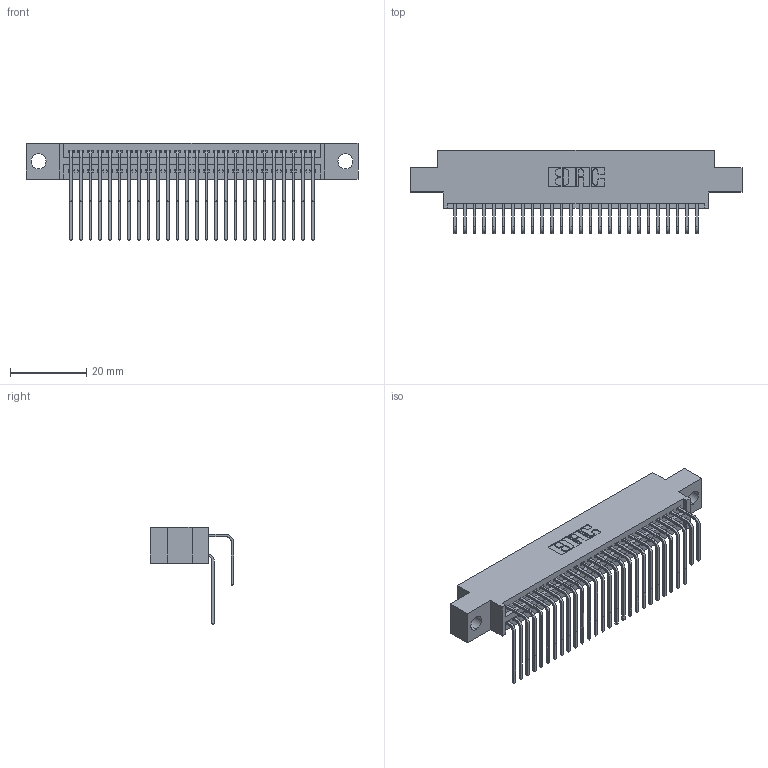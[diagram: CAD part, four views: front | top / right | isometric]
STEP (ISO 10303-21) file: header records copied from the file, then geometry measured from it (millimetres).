
FILE_DESCRIPTION (( 'STEP AP203' ), '1' );
FILE_NAME ('395-052-558-804.STEP', '2021-06-17T00:29:38', ( '' ), ( '' ), 'SwSTEP 2.0', 'SolidWorks 2020', '' );
FILE_SCHEMA (( 'CONFIG_CONTROL_DESIGN' ));
Length unit declared in the file: inch
Products named in the file (4): 345-292-001_558 559 Tail - 1; 395-052-558-804; 345 Part_0.170 Offset - 0.156 Dia-TI; 345-292-001_558 Tail - 2
Assembly tree (53 placements, depth 2):
  395-052-558-804
    345 Part_0.170 Offset - 0.156 Dia-TI
    345-292-001_558 559 Tail - 1  x26
    345-292-001_558 Tail - 2  x26
Bounding box: 87.25 x 21.83 x 25.53 mm (x, y, z)
Volume: 8407.6 mm3; surface area: 13523.6 mm2
Topology: 53 solids, 53 shells, 2848 faces, 8449 edges, 5562 vertices
Faces by surface type: plane 1918, cylinder 930
Entity records: 24757 total; most frequent: CARTESIAN_POINT 4217, ORIENTED_EDGE 4098, DIRECTION 3709, EDGE_CURVE 2049, LINE 1773, VECTOR 1773, VERTEX_POINT 1362, AXIS2_PLACEMENT_3D 968
